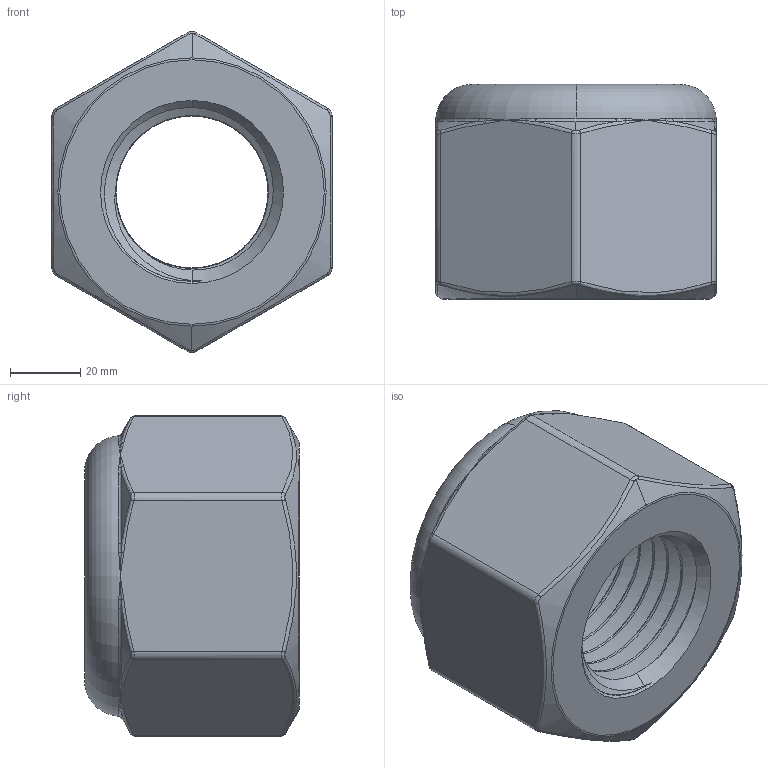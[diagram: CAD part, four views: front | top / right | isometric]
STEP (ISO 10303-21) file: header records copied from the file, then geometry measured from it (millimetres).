
FILE_DESCRIPTION (( 'STEP AP203' ), '1' );
FILE_NAME ('97135A115_High-Strength Steel Nylon-Insert Locknut.STEP', '2024-03-13T19:22:14', ( 'Administrator' ), ( 'Managed by Terraform' ), 'SwSTEP 2.0', 'SolidWorks 2017', '' );
FILE_SCHEMA (( 'CONFIG_CONTROL_DESIGN' ));
Length unit declared in the file: inch
Products named in the file (1): 97135A115_High-Strength Steel Nylon-Insert Locknut
Bounding box: 79.77 x 61.11 x 91.25 mm (x, y, z)
Volume: 218117.7 mm3; surface area: 50750.8 mm2
Topology: 2 solids, 2 shells, 144 faces, 364 edges, 202 vertices
Faces by surface type: bspline 69, cylinder 30, torus 19, cone 14, plane 12
Entity records: 8730 total; most frequent: CARTESIAN_POINT 5923, ORIENTED_EDGE 680, DIRECTION 439, EDGE_CURVE 340, VERTEX_POINT 202, AXIS2_PLACEMENT_3D 198, EDGE_LOOP 150, FACE_OUTER_BOUND 144
